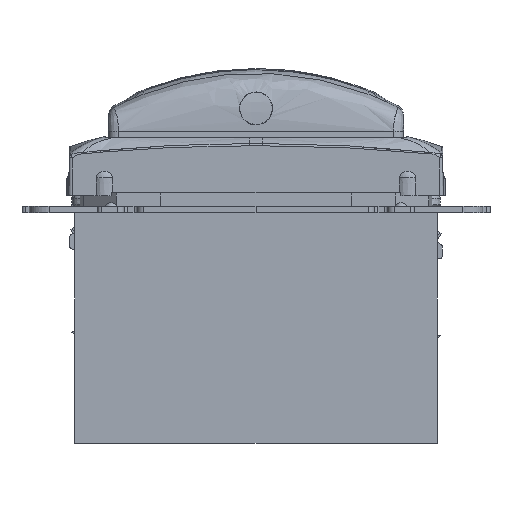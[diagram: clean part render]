
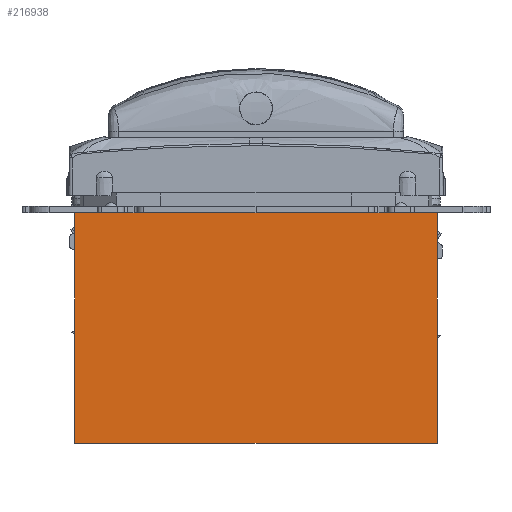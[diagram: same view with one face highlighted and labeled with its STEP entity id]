
A CAD part, front view. The second image highlights one B-rep face of the part: STEP entity #216938.
In plain terms, the highlighted planar face has unit normal (0, -1, 0).
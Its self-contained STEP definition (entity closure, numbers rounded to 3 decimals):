
#216897=AXIS2_PLACEMENT_3D('Plane Axis2P3D',#216894,#216895,#216896) ;
#80437=CARTESIAN_POINT('Vertex',(25.755,-27.5,-1.)) ;
#83451=CARTESIAN_POINT('Vertex',(-25.755,-27.5,-1.)) ;
#83868=CARTESIAN_POINT('Vertex',(-10.759,-27.5,-1.)) ;
#83875=CARTESIAN_POINT('Vertex',(-5.241,-27.5,-1.)) ;
#84180=CARTESIAN_POINT('Line Origine',(-18.257,-27.5,-1.)) ;
#84185=CARTESIAN_POINT('Line Origine',(10.257,-27.5,-1.)) ;
#216836=CARTESIAN_POINT('Vertex',(-27.5,-27.5,-36.)) ;
#216839=CARTESIAN_POINT('Line Origine',(-27.5,-27.5,-18.5)) ;
#216843=CARTESIAN_POINT('Vertex',(-27.5,-27.5,-1.)) ;
#216894=CARTESIAN_POINT('Axis2P3D Location',(27.5,-27.5,-1.)) ;
#216899=CARTESIAN_POINT('Line Origine',(0.,-27.5,-36.)) ;
#216903=CARTESIAN_POINT('Vertex',(27.5,-27.5,-36.)) ;
#216906=CARTESIAN_POINT('Line Origine',(27.5,-27.5,-18.5)) ;
#216910=CARTESIAN_POINT('Vertex',(27.5,-27.5,-1.)) ;
#216913=CARTESIAN_POINT('Line Origine',(26.628,-27.5,-1.)) ;
#216918=CARTESIAN_POINT('Line Origine',(-8.,-27.5,-1.)) ;
#216923=CARTESIAN_POINT('Line Origine',(-26.628,-27.5,-1.)) ;
#84181=DIRECTION('Vector Direction',(-1.,0.,0.)) ;
#84186=DIRECTION('Vector Direction',(-1.,0.,0.)) ;
#216840=DIRECTION('Vector Direction',(0.,0.,-1.)) ;
#216895=DIRECTION('Axis2P3D Direction',(-0.,-1.,-0.)) ;
#216896=DIRECTION('Axis2P3D XDirection',(-1.,0.,0.)) ;
#216900=DIRECTION('Vector Direction',(-1.,0.,0.)) ;
#216907=DIRECTION('Vector Direction',(0.,0.,-1.)) ;
#216914=DIRECTION('Vector Direction',(-1.,0.,0.)) ;
#216919=DIRECTION('Vector Direction',(-1.,0.,0.)) ;
#216924=DIRECTION('Vector Direction',(-1.,0.,0.)) ;
#84182=VECTOR('Line Direction',#84181,1.) ;
#84187=VECTOR('Line Direction',#84186,1.) ;
#216841=VECTOR('Line Direction',#216840,1.) ;
#216901=VECTOR('Line Direction',#216900,1.) ;
#216908=VECTOR('Line Direction',#216907,1.) ;
#216915=VECTOR('Line Direction',#216914,1.) ;
#216920=VECTOR('Line Direction',#216919,1.) ;
#216925=VECTOR('Line Direction',#216924,1.) ;
#216929=ORIENTED_EDGE('',*,*,#216905,.T.) ;
#216930=ORIENTED_EDGE('',*,*,#216912,.F.) ;
#216931=ORIENTED_EDGE('',*,*,#216917,.F.) ;
#216932=ORIENTED_EDGE('',*,*,#84189,.F.) ;
#216933=ORIENTED_EDGE('',*,*,#216922,.F.) ;
#216934=ORIENTED_EDGE('',*,*,#84184,.F.) ;
#216935=ORIENTED_EDGE('',*,*,#216927,.F.) ;
#216936=ORIENTED_EDGE('',*,*,#216845,.T.) ;
#216938=ADVANCED_FACE('PartBody',(#216937),#216898,.T.) ;
#84184=EDGE_CURVE('',#83452,#83869,#84183,.F.) ;
#84189=EDGE_CURVE('',#83876,#80438,#84188,.F.) ;
#216845=EDGE_CURVE('',#216844,#216837,#216842,.T.) ;
#216905=EDGE_CURVE('',#216837,#216904,#216902,.F.) ;
#216912=EDGE_CURVE('',#216911,#216904,#216909,.T.) ;
#216917=EDGE_CURVE('',#80438,#216911,#216916,.F.) ;
#216922=EDGE_CURVE('',#83869,#83876,#216921,.F.) ;
#216927=EDGE_CURVE('',#216844,#83452,#216926,.F.) ;
#216928=EDGE_LOOP('',(#216929,#216930,#216931,#216932,#216933,#216934,#216935,#216936)) ;
#216937=FACE_OUTER_BOUND('',#216928,.T.) ;
#84183=LINE('Line',#84180,#84182) ;
#84188=LINE('Line',#84185,#84187) ;
#216842=LINE('Line',#216839,#216841) ;
#216902=LINE('Line',#216899,#216901) ;
#216909=LINE('Line',#216906,#216908) ;
#216916=LINE('Line',#216913,#216915) ;
#216921=LINE('Line',#216918,#216920) ;
#216926=LINE('Line',#216923,#216925) ;
#216898=PLANE('',#216897) ;
#80438=VERTEX_POINT('',#80437) ;
#83452=VERTEX_POINT('',#83451) ;
#83869=VERTEX_POINT('',#83868) ;
#83876=VERTEX_POINT('',#83875) ;
#216837=VERTEX_POINT('',#216836) ;
#216844=VERTEX_POINT('',#216843) ;
#216904=VERTEX_POINT('',#216903) ;
#216911=VERTEX_POINT('',#216910) ;
